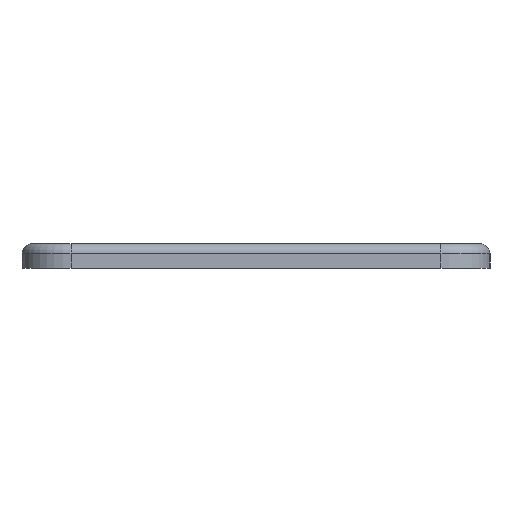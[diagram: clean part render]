
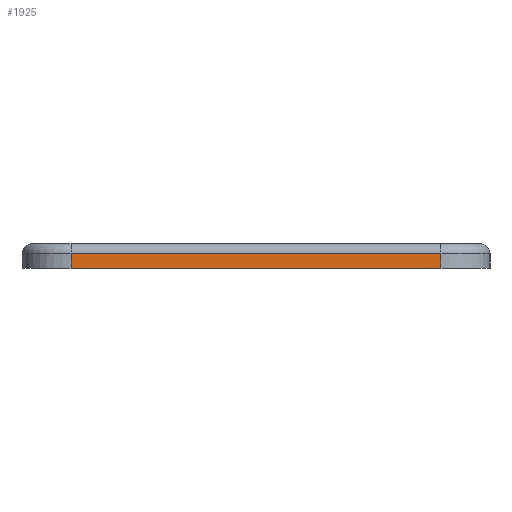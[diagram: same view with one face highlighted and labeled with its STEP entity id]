
A CAD part, left-side view. The second image highlights one B-rep face of the part: STEP entity #1925.
In plain terms, the highlighted planar face has unit normal (-1, 0, 0).
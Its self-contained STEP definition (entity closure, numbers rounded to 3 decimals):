
#61 = EDGE_CURVE('',#62,#64,#66,.T.);
#62 = VERTEX_POINT('',#63);
#63 = CARTESIAN_POINT('',(-77.5,-18.855,-1.));
#64 = VERTEX_POINT('',#65);
#65 = CARTESIAN_POINT('',(-77.5,-18.855,-2.5));
#66 = LINE('',#67,#68);
#67 = CARTESIAN_POINT('',(-77.5,-18.855,0.));
#68 = VECTOR('',#69,1.);
#69 = DIRECTION('',(-0.,-0.,-1.));
#163 = VERTEX_POINT('',#164);
#164 = CARTESIAN_POINT('',(-77.5,18.855,-2.5));
#171 = EDGE_CURVE('',#163,#64,#172,.T.);
#172 = LINE('',#173,#174);
#173 = CARTESIAN_POINT('',(-77.5,18.855,-2.5));
#174 = VECTOR('',#175,1.);
#175 = DIRECTION('',(0.,-1.,0.));
#1925 = ADVANCED_FACE('',(#1926),#1944,.T.);
#1926 = FACE_BOUND('',#1927,.T.);
#1927 = EDGE_LOOP('',(#1928,#1936,#1937,#1938));
#1928 = ORIENTED_EDGE('',*,*,#1929,.T.);
#1929 = EDGE_CURVE('',#1930,#163,#1932,.T.);
#1930 = VERTEX_POINT('',#1931);
#1931 = CARTESIAN_POINT('',(-77.5,18.855,-1.));
#1932 = LINE('',#1933,#1934);
#1933 = CARTESIAN_POINT('',(-77.5,18.855,0.));
#1934 = VECTOR('',#1935,1.);
#1935 = DIRECTION('',(-0.,-0.,-1.));
#1936 = ORIENTED_EDGE('',*,*,#171,.T.);
#1937 = ORIENTED_EDGE('',*,*,#61,.F.);
#1938 = ORIENTED_EDGE('',*,*,#1939,.F.);
#1939 = EDGE_CURVE('',#1930,#62,#1940,.T.);
#1940 = LINE('',#1941,#1942);
#1941 = CARTESIAN_POINT('',(-77.5,18.855,-1.));
#1942 = VECTOR('',#1943,1.);
#1943 = DIRECTION('',(0.,-1.,0.));
#1944 = PLANE('',#1945);
#1945 = AXIS2_PLACEMENT_3D('',#1946,#1947,#1948);
#1946 = CARTESIAN_POINT('',(-77.5,18.855,0.));
#1947 = DIRECTION('',(-1.,0.,0.));
#1948 = DIRECTION('',(0.,-1.,0.));
